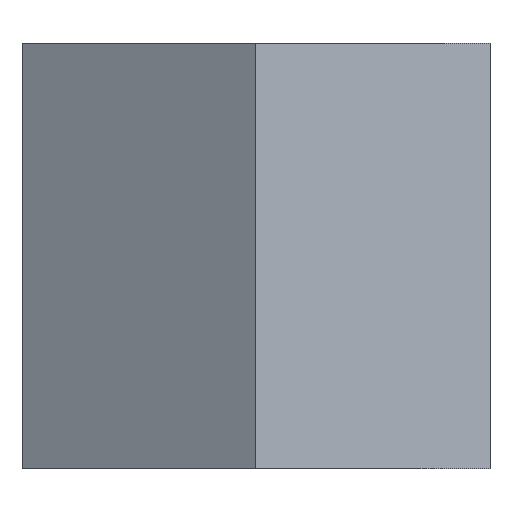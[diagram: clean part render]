
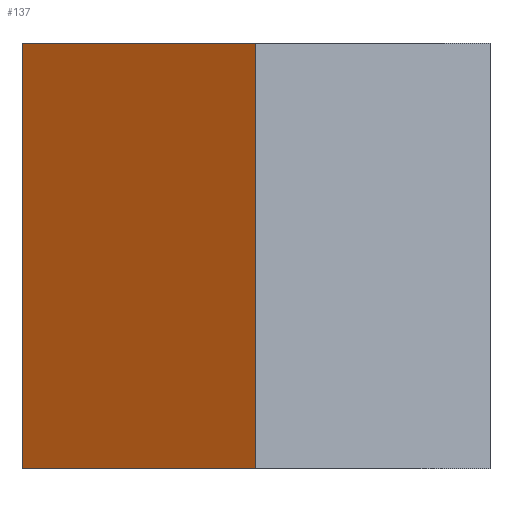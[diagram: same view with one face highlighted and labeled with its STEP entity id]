
A CAD part, left-side view. The second image highlights one B-rep face of the part: STEP entity #137.
In plain terms, the highlighted planar face has unit normal (-0.866, 0.5, 0).
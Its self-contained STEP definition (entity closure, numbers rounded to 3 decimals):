
#137=ADVANCED_FACE('',(#5247),#5249,.T.);
#5247=FACE_BOUND('',#5248,.T.);
#5248=EDGE_LOOP('',(#5897,#5898,#5899,#5900));
#5249=PLANE('',#5250);
#5250=AXIS2_PLACEMENT_3D('',#5251,#5252,#5253);
#5251=CARTESIAN_POINT('',(-1.588,2.75,0.));
#5252=DIRECTION('',(-0.866,0.5,0.));
#5253=DIRECTION('',(-0.5,-0.866,0.));
#5897=ORIENTED_EDGE('',*,*,#5984,.T.);
#5898=ORIENTED_EDGE('',*,*,#5990,.T.);
#5899=ORIENTED_EDGE('',*,*,#5977,.F.);
#5900=ORIENTED_EDGE('',*,*,#5989,.F.);
#5977=EDGE_CURVE('',#6059,#6061,#6062,.T.);
#5984=EDGE_CURVE('',#6075,#6073,#6076,.T.);
#5989=EDGE_CURVE('',#6075,#6059,#6082,.T.);
#5990=EDGE_CURVE('',#6073,#6061,#6083,.T.);
#6059=VERTEX_POINT('',#8177);
#6061=VERTEX_POINT('',#8181);
#6062=LINE('',#8182,#8183);
#6073=VERTEX_POINT('',#8205);
#6075=VERTEX_POINT('',#8209);
#6076=LINE('',#8210,#8211);
#6082=LINE('',#8226,#8227);
#6083=LINE('',#8229,#8230);
#8177=CARTESIAN_POINT('',(-1.588,2.75,5.));
#8181=CARTESIAN_POINT('',(-3.175,0.,5.));
#8182=CARTESIAN_POINT('',(-1.588,2.75,5.));
#8183=VECTOR('',#8184,1.);
#8184=DIRECTION('',(-0.5,-0.866,0.));
#8205=CARTESIAN_POINT('',(-3.175,0.,0.));
#8209=CARTESIAN_POINT('',(-1.588,2.75,0.));
#8210=CARTESIAN_POINT('',(-1.588,2.75,0.));
#8211=VECTOR('',#8212,1.);
#8212=DIRECTION('',(-0.5,-0.866,0.));
#8226=CARTESIAN_POINT('',(-1.588,2.75,0.));
#8227=VECTOR('',#8228,1.);
#8228=DIRECTION('',(0.,0.,1.));
#8229=CARTESIAN_POINT('',(-3.175,0.,0.));
#8230=VECTOR('',#8231,1.);
#8231=DIRECTION('',(0.,0.,1.));
